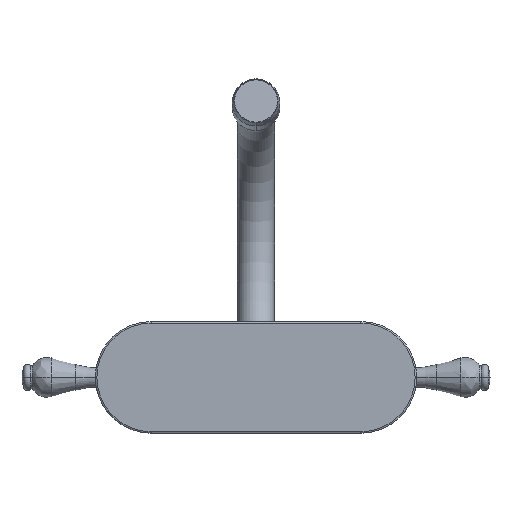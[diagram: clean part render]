
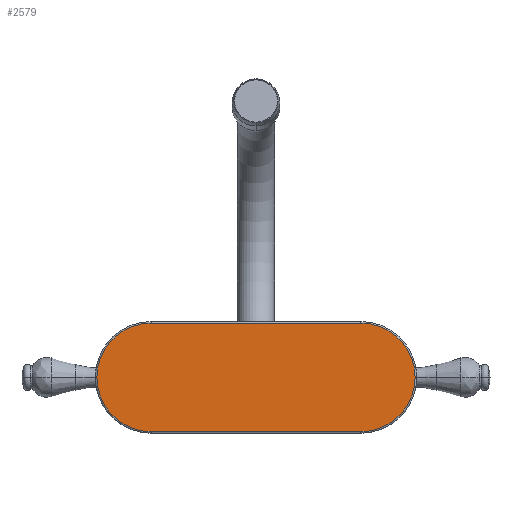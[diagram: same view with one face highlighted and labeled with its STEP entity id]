
A CAD part, front view. The second image highlights one B-rep face of the part: STEP entity #2579.
In plain terms, the highlighted planar face has unit normal (0, -1, 0).
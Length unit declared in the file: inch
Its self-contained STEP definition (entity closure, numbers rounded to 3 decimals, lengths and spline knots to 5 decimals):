
#974=DIRECTION('',(-1.,0.,0.));
#975=VECTOR('',#974,4.);
#976=CARTESIAN_POINT('',(2.,0.,-1.035));
#977=LINE('',#976,#975);
#997=CARTESIAN_POINT('',(-2.,0.,0.));
#998=DIRECTION('',(0.,1.,0.));
#999=DIRECTION('',(0.,0.,-1.));
#1000=AXIS2_PLACEMENT_3D('',#997,#998,#999);
#1041=DIRECTION('',(1.,0.,0.));
#1042=VECTOR('',#1041,4.);
#1043=CARTESIAN_POINT('',(-2.,0.,1.035));
#1044=LINE('',#1043,#1042);
#1064=CARTESIAN_POINT('',(2.,0.,0.));
#1065=DIRECTION('',(0.,1.,0.));
#1066=DIRECTION('',(0.,0.,1.));
#1067=AXIS2_PLACEMENT_3D('',#1064,#1065,#1066);
#1139=CARTESIAN_POINT('',(2.,0.,1.035));
#1140=CARTESIAN_POINT('',(2.,0.,-1.035));
#1141=VERTEX_POINT('',#1139);
#1142=VERTEX_POINT('',#1140);
#1145=CARTESIAN_POINT('',(-2.,0.,-1.035));
#1146=VERTEX_POINT('',#1145);
#1149=CARTESIAN_POINT('',(-2.,0.,1.035));
#1150=VERTEX_POINT('',#1149);
#2568=CARTESIAN_POINT('',(0.,0.,0.));
#2569=DIRECTION('',(0.,-1.,0.));
#2570=DIRECTION('',(-1.,0.,0.));
#2571=AXIS2_PLACEMENT_3D('',#2568,#2569,#2570);
#2572=PLANE('',#2571);
#2573=ORIENTED_EDGE('',*,*,#2536,.T.);
#2574=ORIENTED_EDGE('',*,*,#2430,.T.);
#2575=ORIENTED_EDGE('',*,*,#2453,.T.);
#2576=ORIENTED_EDGE('',*,*,#2515,.T.);
#2577=EDGE_LOOP('',(#2573,#2574,#2575,#2576));
#2578=FACE_OUTER_BOUND('',#2577,.F.);
#1001=CIRCLE('',#1000,1.035);
#1068=CIRCLE('',#1067,1.035);
#2430=EDGE_CURVE('',#1142,#1146,#977,.T.);
#2453=EDGE_CURVE('',#1146,#1150,#1001,.T.);
#2515=EDGE_CURVE('',#1150,#1141,#1044,.T.);
#2536=EDGE_CURVE('',#1141,#1142,#1068,.T.);
#2579=ADVANCED_FACE('',(#2578),#2572,.T.);
